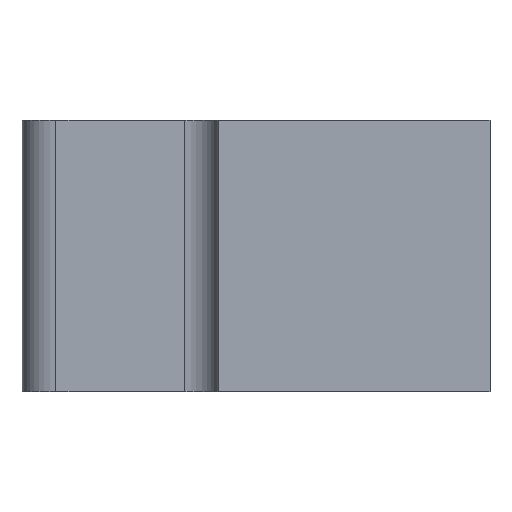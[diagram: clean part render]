
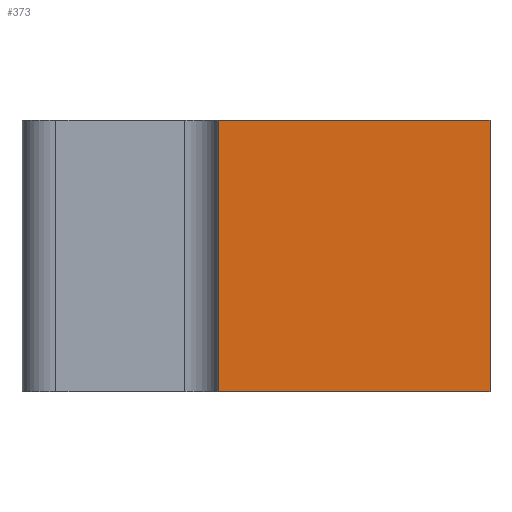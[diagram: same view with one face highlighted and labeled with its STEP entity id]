
A CAD part, left-side view. The second image highlights one B-rep face of the part: STEP entity #373.
In plain terms, the highlighted planar face has unit normal (-1, 0, 0).
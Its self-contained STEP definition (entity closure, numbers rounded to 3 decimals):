
#19=PLANE('',#411);
#32=FACE_OUTER_BOUND('',#52,.T.);
#52=EDGE_LOOP('',(#262,#263,#264,#265));
#76=LINE('',#573,#112);
#77=LINE('',#575,#113);
#78=LINE('',#577,#114);
#79=LINE('',#578,#115);
#112=VECTOR('',#461,10.);
#113=VECTOR('',#462,10.);
#114=VECTOR('',#463,10.);
#115=VECTOR('',#464,10.);
#168=VERTEX_POINT('',#571);
#169=VERTEX_POINT('',#572);
#170=VERTEX_POINT('',#574);
#171=VERTEX_POINT('',#576);
#206=EDGE_CURVE('',#168,#169,#76,.T.);
#207=EDGE_CURVE('',#169,#170,#77,.T.);
#208=EDGE_CURVE('',#171,#170,#78,.T.);
#209=EDGE_CURVE('',#168,#171,#79,.T.);
#262=ORIENTED_EDGE('',*,*,#206,.T.);
#263=ORIENTED_EDGE('',*,*,#207,.T.);
#264=ORIENTED_EDGE('',*,*,#208,.F.);
#265=ORIENTED_EDGE('',*,*,#209,.F.);
#373=ADVANCED_FACE('',(#32),#19,.T.);
#411=AXIS2_PLACEMENT_3D('',#570,#459,#460);
#459=DIRECTION('center_axis',(-1.,0.,0.));
#460=DIRECTION('ref_axis',(0.,-1.,0.));
#461=DIRECTION('',(0.,-1.,0.));
#462=DIRECTION('',(0.,0.,1.));
#463=DIRECTION('',(0.,-1.,0.));
#464=DIRECTION('',(0.,0.,1.));
#570=CARTESIAN_POINT('Origin',(-8.17,4.377,0.));
#571=CARTESIAN_POINT('',(-8.17,4.377,0.));
#572=CARTESIAN_POINT('',(-8.17,0.377,0.));
#573=CARTESIAN_POINT('',(-8.17,4.377,0.));
#574=CARTESIAN_POINT('',(-8.17,0.377,4.));
#575=CARTESIAN_POINT('',(-8.17,0.377,0.));
#576=CARTESIAN_POINT('',(-8.17,4.377,4.));
#577=CARTESIAN_POINT('',(-8.17,4.377,4.));
#578=CARTESIAN_POINT('',(-8.17,4.377,0.));
